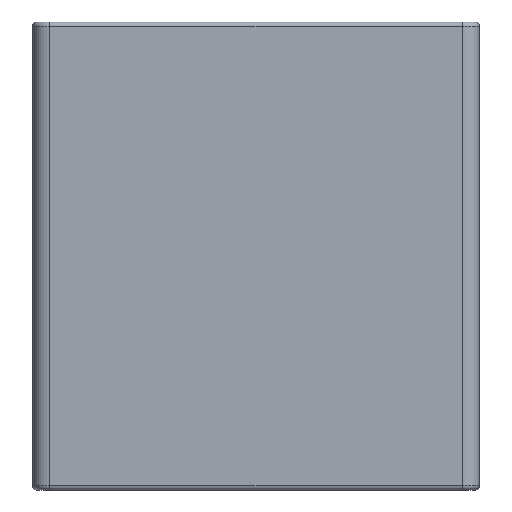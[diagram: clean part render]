
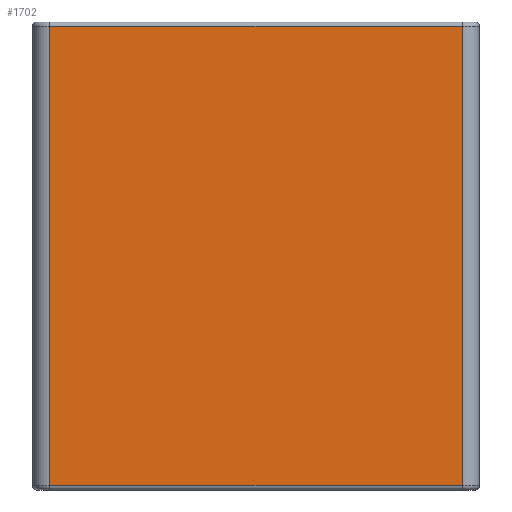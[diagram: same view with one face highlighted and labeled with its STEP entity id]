
A CAD part, front view. The second image highlights one B-rep face of the part: STEP entity #1702.
In plain terms, the highlighted planar face has unit normal (0, -1, 0).
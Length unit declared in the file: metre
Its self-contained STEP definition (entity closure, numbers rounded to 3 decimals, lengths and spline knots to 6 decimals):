
#160=LINE('',#2903,#280);
#161=LINE('',#2906,#281);
#162=LINE('',#2908,#282);
#163=LINE('',#2910,#283);
#280=VECTOR('',#2207,1.);
#281=VECTOR('',#2208,1.);
#282=VECTOR('',#2209,1.);
#283=VECTOR('',#2210,1.);
#424=ORIENTED_EDGE('',*,*,#952,.T.);
#425=ORIENTED_EDGE('',*,*,#953,.T.);
#426=ORIENTED_EDGE('',*,*,#954,.T.);
#427=ORIENTED_EDGE('',*,*,#955,.T.);
#952=EDGE_CURVE('',#1216,#1217,#160,.T.);
#953=EDGE_CURVE('',#1217,#1218,#161,.F.);
#954=EDGE_CURVE('',#1218,#1219,#162,.F.);
#955=EDGE_CURVE('',#1219,#1216,#163,.T.);
#1216=VERTEX_POINT('',#2904);
#1217=VERTEX_POINT('',#2905);
#1218=VERTEX_POINT('',#2907);
#1219=VERTEX_POINT('',#2909);
#1436=EDGE_LOOP('',(#424,#425,#426,#427));
#1558=FACE_BOUND('',#1436,.T.);
#1680=PLANE('',#1861);
#1702=ADVANCED_FACE('',(#1558),#1680,.F.);
#1861=AXIS2_PLACEMENT_3D('',#2902,#2205,#2206);
#2205=DIRECTION('',(0.,1.,0.));
#2206=DIRECTION('',(0.,0.,1.));
#2207=DIRECTION('',(1.,0.,0.));
#2208=DIRECTION('',(0.,0.,-1.));
#2209=DIRECTION('',(1.,0.,0.));
#2210=DIRECTION('',(0.,0.,-1.));
#2902=CARTESIAN_POINT('',(0.,-0.0051,0.022));
#2903=CARTESIAN_POINT('',(0.,-0.0051,0.0002));
#2904=CARTESIAN_POINT('',(-0.0097,-0.0051,0.0002));
#2905=CARTESIAN_POINT('',(0.0097,-0.0051,0.0002));
#2906=CARTESIAN_POINT('',(0.0097,-0.0051,0.0218));
#2907=CARTESIAN_POINT('',(0.0097,-0.0051,0.0218));
#2908=CARTESIAN_POINT('',(-0.0105,-0.0051,0.0218));
#2909=CARTESIAN_POINT('',(-0.0097,-0.0051,0.0218));
#2910=CARTESIAN_POINT('',(-0.0097,-0.0051,0.022));
